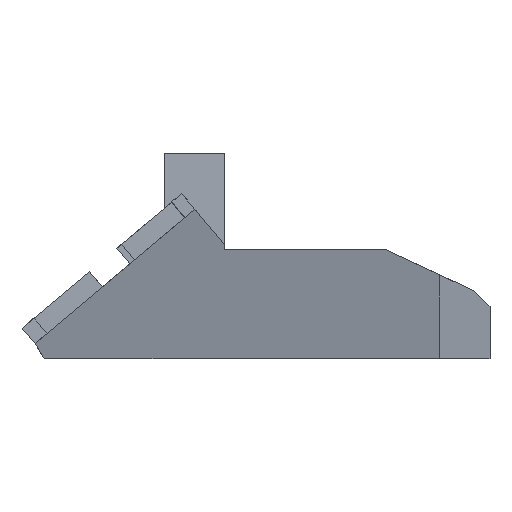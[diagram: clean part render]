
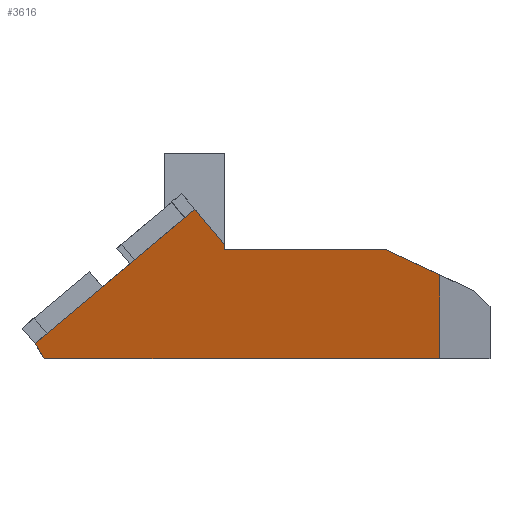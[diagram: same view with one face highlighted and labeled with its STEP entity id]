
A CAD part, left-side view. The second image highlights one B-rep face of the part: STEP entity #3616.
In plain terms, the highlighted planar face has unit normal (-0.94, 0.342, 0).
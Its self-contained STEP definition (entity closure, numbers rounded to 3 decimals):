
#1873 = VERTEX_POINT('',#1874);
#1874 = CARTESIAN_POINT('',(-17.261,35.,-44.));
#1880 = EDGE_CURVE('',#1881,#1873,#1883,.T.);
#1881 = VERTEX_POINT('',#1882);
#1882 = CARTESIAN_POINT('',(-17.261,35.,-43.582));
#1883 = LINE('',#1884,#1885);
#1884 = CARTESIAN_POINT('',(-17.261,35.,-49.5));
#1885 = VECTOR('',#1886,1.);
#1886 = DIRECTION('',(0.,0.,-1.));
#2661 = VERTEX_POINT('',#2662);
#2662 = CARTESIAN_POINT('',(-16.364,37.466,
    -40.643));
#2668 = EDGE_CURVE('',#2661,#1881,#2669,.T.);
#2669 = LINE('',#2670,#2671);
#2670 = CARTESIAN_POINT('',(-21.333,23.812,
    -56.915));
#2671 = VECTOR('',#2672,1.);
#2672 = DIRECTION('',(-0.228,-0.626,-0.746));
#2830 = EDGE_CURVE('',#2661,#2831,#2833,.T.);
#2831 = VERTEX_POINT('',#2832);
#2832 = CARTESIAN_POINT('',(-11.551,50.687,
    -51.738));
#2833 = LINE('',#2834,#2835);
#2834 = CARTESIAN_POINT('',(-17.22,35.113,
    -38.669));
#2835 = VECTOR('',#2836,1.);
#2836 = DIRECTION('',(0.269,0.738,-0.619));
#3597 = EDGE_CURVE('',#3598,#1873,#3600,.T.);
#3598 = VERTEX_POINT('',#3599);
#3599 = CARTESIAN_POINT('',(-17.389,34.649,-44.));
#3600 = LINE('',#3601,#3602);
#3601 = CARTESIAN_POINT('',(-24.887,14.049,-44.));
#3602 = VECTOR('',#3603,1.);
#3603 = DIRECTION('',(0.342,0.94,0.));
#3616 = ADVANCED_FACE('',(#3617),#3693,.T.);
#3617 = FACE_BOUND('',#3618,.T.);
#3618 = EDGE_LOOP('',(#3619,#3629,#3637,#3645,#3653,#3661,#3667,#3668,
    #3669,#3670,#3671,#3679,#3687));
#3619 = ORIENTED_EDGE('',*,*,#3620,.F.);
#3620 = EDGE_CURVE('',#3621,#3623,#3625,.T.);
#3621 = VERTEX_POINT('',#3622);
#3622 = CARTESIAN_POINT('',(-15.441,40.,-53.));
#3623 = VERTEX_POINT('',#3624);
#3624 = CARTESIAN_POINT('',(-14.489,42.616,-53.));
#3625 = LINE('',#3626,#3627);
#3626 = CARTESIAN_POINT('',(-22.987,19.267,-53.));
#3627 = VECTOR('',#3628,1.);
#3628 = DIRECTION('',(0.342,0.94,0.));
#3629 = ORIENTED_EDGE('',*,*,#3630,.T.);
#3630 = EDGE_CURVE('',#3621,#3631,#3633,.T.);
#3631 = VERTEX_POINT('',#3632);
#3632 = CARTESIAN_POINT('',(-23.749,17.175,-53.));
#3633 = LINE('',#3634,#3635);
#3634 = CARTESIAN_POINT('',(-27.618,6.543,-53.));
#3635 = VECTOR('',#3636,1.);
#3636 = DIRECTION('',(-0.342,-0.94,0.));
#3637 = ORIENTED_EDGE('',*,*,#3638,.T.);
#3638 = EDGE_CURVE('',#3631,#3639,#3641,.T.);
#3639 = VERTEX_POINT('',#3640);
#3640 = CARTESIAN_POINT('',(-23.749,17.175,
    -46.058));
#3641 = LINE('',#3642,#3643);
#3642 = CARTESIAN_POINT('',(-23.749,17.175,-55.));
#3643 = VECTOR('',#3644,1.);
#3644 = DIRECTION('',(0.,0.,1.));
#3645 = ORIENTED_EDGE('',*,*,#3646,.T.);
#3646 = EDGE_CURVE('',#3639,#3647,#3649,.T.);
#3647 = VERTEX_POINT('',#3648);
#3648 = CARTESIAN_POINT('',(-22.142,21.59,-44.));
#3649 = LINE('',#3650,#3651);
#3650 = CARTESIAN_POINT('',(-30.142,-0.389,
    -54.249));
#3651 = VECTOR('',#3652,1.);
#3652 = DIRECTION('',(0.313,0.861,0.401));
#3653 = ORIENTED_EDGE('',*,*,#3654,.F.);
#3654 = EDGE_CURVE('',#3655,#3647,#3657,.T.);
#3655 = VERTEX_POINT('',#3656);
#3656 = CARTESIAN_POINT('',(-19.081,30.,-44.));
#3657 = LINE('',#3658,#3659);
#3658 = CARTESIAN_POINT('',(-27.618,6.543,-44.));
#3659 = VECTOR('',#3660,1.);
#3660 = DIRECTION('',(-0.342,-0.94,0.));
#3661 = ORIENTED_EDGE('',*,*,#3662,.F.);
#3662 = EDGE_CURVE('',#3598,#3655,#3663,.T.);
#3663 = LINE('',#3664,#3665);
#3664 = CARTESIAN_POINT('',(-27.618,6.543,-44.));
#3665 = VECTOR('',#3666,1.);
#3666 = DIRECTION('',(-0.342,-0.94,0.));
#3667 = ORIENTED_EDGE('',*,*,#3597,.T.);
#3668 = ORIENTED_EDGE('',*,*,#1880,.F.);
#3669 = ORIENTED_EDGE('',*,*,#2668,.F.);
#3670 = ORIENTED_EDGE('',*,*,#2830,.T.);
#3671 = ORIENTED_EDGE('',*,*,#3672,.F.);
#3672 = EDGE_CURVE('',#3673,#2831,#3675,.T.);
#3673 = VERTEX_POINT('',#3674);
#3674 = CARTESIAN_POINT('',(-11.817,49.959,-53.));
#3675 = LINE('',#3676,#3677);
#3676 = CARTESIAN_POINT('',(-14.715,41.995,
    -66.793));
#3677 = VECTOR('',#3678,1.);
#3678 = DIRECTION('',(0.179,0.492,0.852));
#3679 = ORIENTED_EDGE('',*,*,#3680,.F.);
#3680 = EDGE_CURVE('',#3681,#3673,#3683,.T.);
#3681 = VERTEX_POINT('',#3682);
#3682 = CARTESIAN_POINT('',(-13.011,46.678,-53.));
#3683 = LINE('',#3684,#3685);
#3684 = CARTESIAN_POINT('',(-22.987,19.267,-53.));
#3685 = VECTOR('',#3686,1.);
#3686 = DIRECTION('',(0.342,0.94,0.));
#3687 = ORIENTED_EDGE('',*,*,#3688,.F.);
#3688 = EDGE_CURVE('',#3623,#3681,#3689,.T.);
#3689 = LINE('',#3690,#3691);
#3690 = CARTESIAN_POINT('',(-22.987,19.267,-53.));
#3691 = VECTOR('',#3692,1.);
#3692 = DIRECTION('',(0.342,0.94,0.));
#3693 = PLANE('',#3694);
#3694 = AXIS2_PLACEMENT_3D('',#3695,#3696,#3697);
#3695 = CARTESIAN_POINT('',(-30.,0.,-55.));
#3696 = DIRECTION('',(-0.94,0.342,0.));
#3697 = DIRECTION('',(0.,0.,1.));
